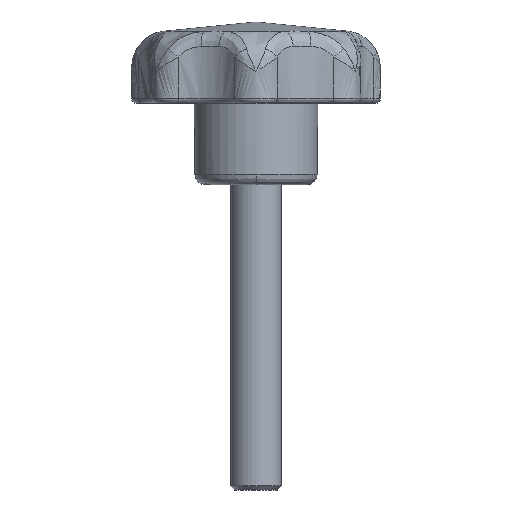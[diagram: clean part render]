
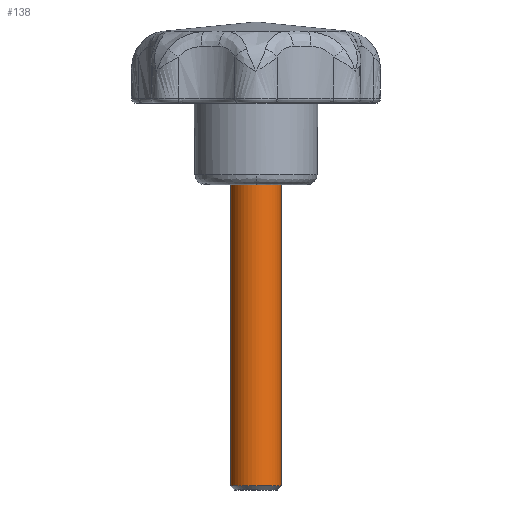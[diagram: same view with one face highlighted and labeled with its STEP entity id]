
A CAD part, left-side view. The second image highlights one B-rep face of the part: STEP entity #138.
In plain terms, the highlighted free-form (B-spline) face has degree [2, 1] with [5, 2] control points.
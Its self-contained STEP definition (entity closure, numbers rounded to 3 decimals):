
#44=CARTESIAN_POINT('',(-0.285,-2.484,0.74));
#45=CARTESIAN_POINT('',(-2.367,-2.245,0.74));
#46=CARTESIAN_POINT('',(-2.495,-0.153,0.74));
#47=CARTESIAN_POINT('',(-2.648,2.343,0.74));
#48=CARTESIAN_POINT('',(-0.153,2.495,0.74));
#49=CARTESIAN_POINT('',(-0.285,-2.484,-30.359));
#50=CARTESIAN_POINT('',(-2.367,-2.245,-30.358));
#51=CARTESIAN_POINT('',(-2.495,-0.153,-30.359));
#52=CARTESIAN_POINT('',(-2.648,2.343,-30.359));
#53=CARTESIAN_POINT('',(-0.153,2.495,-30.359));
#61=(BOUNDED_SURFACE()B_SPLINE_SURFACE(2,1,((#44,#49),(#45,#50),(#46,#51),(#47,#52),(#48,#53)),.UNSPECIFIED.,.F.,.F.,.U.)B_SPLINE_SURFACE_WITH_KNOTS((3,2,3),(2,2),(0.0,3.645,7.787),(0.0,31.099),.UNSPECIFIED.)GEOMETRIC_REPRESENTATION_ITEM()RATIONAL_B_SPLINE_SURFACE(((0.938,0.938),(0.742,0.742),(1.0,1.0),(0.707,0.707),(1.0,1.0)))REPRESENTATION_ITEM('')SURFACE());
#62=CARTESIAN_POINT('',(-0.285,-2.484,-29.6));
#63=VERTEX_POINT('',#62);
#64=CARTESIAN_POINT('',(-2.5,0.0,-29.6));
#65=VERTEX_POINT('',#64);
#66=CARTESIAN_POINT('',(-0.285,-2.484,-29.6));
#67=CARTESIAN_POINT('',(-2.5,-2.229,-29.6));
#68=CARTESIAN_POINT('',(-2.5,0.0,-29.6));
#76=(BOUNDED_CURVE()B_SPLINE_CURVE(2,(#66,#67,#68),.UNSPECIFIED.,.F.,.U.)B_SPLINE_CURVE_WITH_KNOTS((3,3),(0.77,1.0),.UNSPECIFIED.)CURVE()GEOMETRIC_REPRESENTATION_ITEM()RATIONAL_B_SPLINE_CURVE((0.957,0.73,1.0))REPRESENTATION_ITEM(''));
#77=EDGE_CURVE('',#63,#65,#76,.T.);
#78=ORIENTED_EDGE('',*,*,#77,.F.);
#79=CARTESIAN_POINT('',(-0.285,-2.484,0.));
#80=VERTEX_POINT('',#79);
#81=CARTESIAN_POINT('',(-0.285,-2.484,0.));
#82=CARTESIAN_POINT('',(-0.285,-2.484,-29.6));
#83=QUASI_UNIFORM_CURVE('',1,(#81,#82),.UNSPECIFIED.,.F.,.U.);
#84=EDGE_CURVE('',#80,#63,#83,.T.);
#85=ORIENTED_EDGE('',*,*,#84,.F.);
#86=CARTESIAN_POINT('',(-2.5,0.0,0.0));
#87=VERTEX_POINT('',#86);
#88=CARTESIAN_POINT('',(-0.285,-2.484,0.));
#89=CARTESIAN_POINT('',(-2.5,-2.229,0.0));
#90=CARTESIAN_POINT('',(-2.5,0.0,0.0));
#98=(BOUNDED_CURVE()B_SPLINE_CURVE(2,(#88,#89,#90),.UNSPECIFIED.,.F.,.U.)B_SPLINE_CURVE_WITH_KNOTS((3,3),(0.27,0.5),.UNSPECIFIED.)CURVE()GEOMETRIC_REPRESENTATION_ITEM()RATIONAL_B_SPLINE_CURVE((0.957,0.73,1.0))REPRESENTATION_ITEM(''));
#99=EDGE_CURVE('',#80,#87,#98,.T.);
#100=ORIENTED_EDGE('',*,*,#99,.T.);
#101=CARTESIAN_POINT('',(-0.153,2.495,0.));
#102=VERTEX_POINT('',#101);
#103=CARTESIAN_POINT('',(-2.5,0.0,0.0));
#104=CARTESIAN_POINT('',(-2.5,2.352,0.0));
#105=CARTESIAN_POINT('',(-0.153,2.495,0.));
#113=(BOUNDED_CURVE()B_SPLINE_CURVE(2,(#103,#104,#105),.UNSPECIFIED.,.F.,.U.)B_SPLINE_CURVE_WITH_KNOTS((3,3),(0.5,0.739),.UNSPECIFIED.)CURVE()GEOMETRIC_REPRESENTATION_ITEM()RATIONAL_B_SPLINE_CURVE((1.0,0.72,0.976))REPRESENTATION_ITEM(''));
#114=EDGE_CURVE('',#87,#102,#113,.T.);
#115=ORIENTED_EDGE('',*,*,#114,.T.);
#116=CARTESIAN_POINT('',(-0.174,2.494,-29.6));
#117=VERTEX_POINT('',#116);
#118=CARTESIAN_POINT('',(-0.153,2.495,0.));
#119=CARTESIAN_POINT('',(-0.174,2.494,-29.6));
#120=QUASI_UNIFORM_CURVE('',1,(#118,#119),.UNSPECIFIED.,.F.,.U.);
#121=EDGE_CURVE('',#102,#117,#120,.T.);
#122=ORIENTED_EDGE('',*,*,#121,.T.);
#123=CARTESIAN_POINT('',(-2.5,0.0,-29.6));
#124=CARTESIAN_POINT('',(-2.5,2.331,-29.6));
#125=CARTESIAN_POINT('',(-0.174,2.494,-29.6));
#133=(BOUNDED_CURVE()B_SPLINE_CURVE(2,(#123,#124,#125),.UNSPECIFIED.,.F.,.U.)B_SPLINE_CURVE_WITH_KNOTS((3,3),(0.0,0.238),.UNSPECIFIED.)CURVE()GEOMETRIC_REPRESENTATION_ITEM()RATIONAL_B_SPLINE_CURVE((1.0,0.721,0.973))REPRESENTATION_ITEM(''));
#134=EDGE_CURVE('',#65,#117,#133,.T.);
#135=ORIENTED_EDGE('',*,*,#134,.F.);
#136=EDGE_LOOP('',(#78,#85,#100,#115,#122,#135));
#137=FACE_OUTER_BOUND('',#136,.T.);
#138=ADVANCED_FACE('',(#137),#61,.T.);
